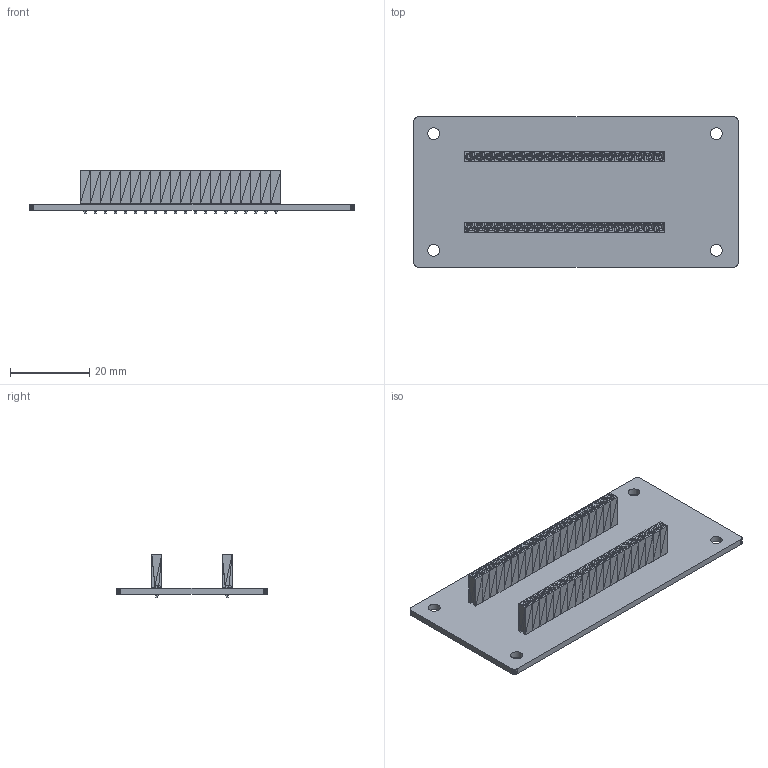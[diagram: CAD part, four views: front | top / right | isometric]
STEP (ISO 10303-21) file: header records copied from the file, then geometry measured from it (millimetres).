
FILE_DESCRIPTION(('for SolidWorks'),'2;1');
FILE_NAME( '__wctmp.step', '2024-05-28T16:59:02',('侳膱蠉'),(''), 'Open CASCADE STEP processor 6.6','DipTrace','Unknown');
FILE_SCHEMA(('AUTOMOTIVE_DESIGN { 1 0 10303 214 1 1 1 1 }'));
Length unit declared in the file: millimetre
Products named in the file (3): PCB___wctmp; Board___wctmp; PBS_20
Assembly tree (3 placements, depth 2):
  PCB___wctmp
    Board___wctmp
    PBS_20  x2
Bounding box: 82 x 38 x 11.1 mm (x, y, z)
Volume: 4866.4 mm3; surface area: 11545.5 mm2
Topology: 1 solids, 41 shells, 3434 faces, 5256 edges, 1904 vertices
Faces by surface type: plane 3390, cylinder 44
Full cylindrical faces by diameter (mm): 0.9 x40, 3 x4
Entity records: 47510 total; most frequent: DIRECTION 6340, CARTESIAN_POINT 5518, ORIENTED_EDGE 5472, EDGE_CURVE 2736, LINE 2648, VECTOR 2648, AXIS2_PLACEMENT_3D 1846, FACE_BOUND 1842
